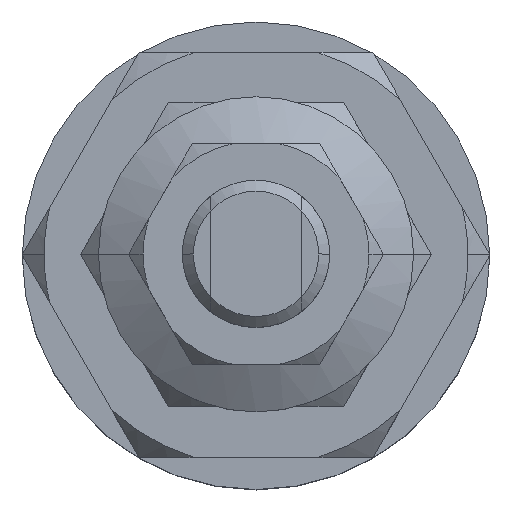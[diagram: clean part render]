
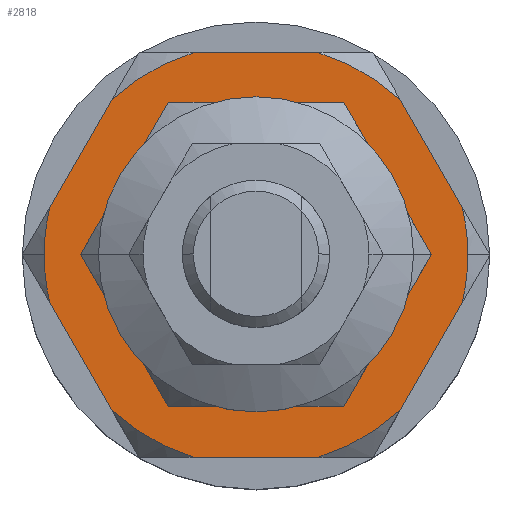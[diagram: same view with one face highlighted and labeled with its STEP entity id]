
A CAD part, top view. The second image highlights one B-rep face of the part: STEP entity #2818.
In plain terms, the highlighted planar face has unit normal (0, 0, 1).
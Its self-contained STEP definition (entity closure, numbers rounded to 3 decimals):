
#1692=CARTESIAN_POINT('',(22.89,0.,-72.698));
#1693=VERTEX_POINT('',#1692);
#1702=CARTESIAN_POINT('',(-13.11,0.,-72.698));
#1703=VERTEX_POINT('',#1702);
#1704=CARTESIAN_POINT('',(4.89,0.,-72.698));
#1705=DIRECTION('',(0.0,0.0,-1.0));
#1706=DIRECTION('',(1.0,0.0,0.0));
#1707=AXIS2_PLACEMENT_3D('',#1704,#1705,#1706);
#1708=CIRCLE('',#1707,18.0);
#1709=EDGE_CURVE('',#1703,#1693,#1708,.T.);
#1856=CARTESIAN_POINT('',(33.644,0.,-72.698));
#1857=VERTEX_POINT('',#1856);
#1866=CARTESIAN_POINT('',(32.906,-6.476,-72.698));
#1867=VERTEX_POINT('',#1866);
#1868=CARTESIAN_POINT('',(4.89,0.,-72.698));
#1869=DIRECTION('',(0.0,0.0,1.0));
#1870=DIRECTION('',(1.0,0.0,0.0));
#1871=AXIS2_PLACEMENT_3D('',#1868,#1869,#1870);
#1872=CIRCLE('',#1871,28.754);
#1873=EDGE_CURVE('',#1867,#1857,#1872,.T.);
#1898=CARTESIAN_POINT('',(-23.864,0.,-72.698));
#1899=VERTEX_POINT('',#1898);
#1906=CARTESIAN_POINT('',(-23.126,-6.476,-72.698));
#1907=VERTEX_POINT('',#1906);
#1921=CARTESIAN_POINT('',(4.89,0.,-72.698));
#1922=DIRECTION('',(0.0,0.0,1.0));
#1923=DIRECTION('',(1.0,0.0,0.0));
#1924=AXIS2_PLACEMENT_3D('',#1921,#1922,#1923);
#1925=CIRCLE('',#1924,28.754);
#1926=EDGE_CURVE('',#1899,#1907,#1925,.T.);
#1937=CARTESIAN_POINT('',(-23.126,6.476,-72.698));
#1938=VERTEX_POINT('',#1937);
#1939=CARTESIAN_POINT('',(4.89,0.,-72.698));
#1940=DIRECTION('',(0.0,0.0,1.0));
#1941=DIRECTION('',(1.0,0.0,0.0));
#1942=AXIS2_PLACEMENT_3D('',#1939,#1940,#1941);
#1943=CIRCLE('',#1942,28.754);
#1944=EDGE_CURVE('',#1938,#1899,#1943,.T.);
#1967=CARTESIAN_POINT('',(-3.51,-27.5,-72.698));
#1968=VERTEX_POINT('',#1967);
#1984=CARTESIAN_POINT('',(-14.726,-21.024,-72.698));
#1985=VERTEX_POINT('',#1984);
#1986=CARTESIAN_POINT('',(4.89,0.,-72.698));
#1987=DIRECTION('',(0.0,0.0,1.0));
#1988=DIRECTION('',(1.0,0.0,0.0));
#1989=AXIS2_PLACEMENT_3D('',#1986,#1987,#1988);
#1990=CIRCLE('',#1989,28.754);
#1991=EDGE_CURVE('',#1985,#1968,#1990,.T.);
#2016=CARTESIAN_POINT('',(-3.51,27.5,-72.698));
#2017=VERTEX_POINT('',#2016);
#2031=CARTESIAN_POINT('',(-14.726,21.024,-72.698));
#2032=VERTEX_POINT('',#2031);
#2046=CARTESIAN_POINT('',(4.89,0.,-72.698));
#2047=DIRECTION('',(0.0,0.0,1.0));
#2048=DIRECTION('',(1.0,0.0,0.0));
#2049=AXIS2_PLACEMENT_3D('',#2046,#2047,#2048);
#2050=CIRCLE('',#2049,28.754);
#2051=EDGE_CURVE('',#2017,#2032,#2050,.T.);
#2063=CARTESIAN_POINT('',(24.506,21.024,-72.698));
#2064=VERTEX_POINT('',#2063);
#2078=CARTESIAN_POINT('',(13.29,27.5,-72.698));
#2079=VERTEX_POINT('',#2078);
#2093=CARTESIAN_POINT('',(4.89,0.,-72.698));
#2094=DIRECTION('',(0.0,0.0,1.0));
#2095=DIRECTION('',(1.0,0.0,0.0));
#2096=AXIS2_PLACEMENT_3D('',#2093,#2094,#2095);
#2097=CIRCLE('',#2096,28.754);
#2098=EDGE_CURVE('',#2064,#2079,#2097,.T.);
#2108=CARTESIAN_POINT('',(24.506,-21.024,-72.698));
#2109=VERTEX_POINT('',#2108);
#2125=CARTESIAN_POINT('',(13.29,-27.5,-72.698));
#2126=VERTEX_POINT('',#2125);
#2127=CARTESIAN_POINT('',(4.89,0.,-72.698));
#2128=DIRECTION('',(0.0,0.0,1.0));
#2129=DIRECTION('',(1.0,0.0,0.0));
#2130=AXIS2_PLACEMENT_3D('',#2127,#2128,#2129);
#2131=CIRCLE('',#2130,28.754);
#2132=EDGE_CURVE('',#2126,#2109,#2131,.T.);
#2156=CARTESIAN_POINT('',(32.906,6.476,-72.698));
#2157=VERTEX_POINT('',#2156);
#2171=CARTESIAN_POINT('',(4.89,0.,-72.698));
#2172=DIRECTION('',(0.0,0.0,1.0));
#2173=DIRECTION('',(1.0,0.0,0.0));
#2174=AXIS2_PLACEMENT_3D('',#2171,#2172,#2173);
#2175=CIRCLE('',#2174,28.754);
#2176=EDGE_CURVE('',#1857,#2157,#2175,.T.);
#2563=CARTESIAN_POINT('',(32.906,-6.476,-72.698));
#2564=DIRECTION('',(-0.5,-0.866,0.0));
#2565=VECTOR('',#2564,16.8);
#2566=LINE('',#2563,#2565);
#2567=EDGE_CURVE('',#1867,#2109,#2566,.T.);
#2599=CARTESIAN_POINT('',(13.29,-27.5,-72.698));
#2600=DIRECTION('',(-1.0,0.0,0.0));
#2601=VECTOR('',#2600,16.8);
#2602=LINE('',#2599,#2601);
#2603=EDGE_CURVE('',#2126,#1968,#2602,.T.);
#2682=CARTESIAN_POINT('',(-14.726,-21.024,-72.698));
#2683=DIRECTION('',(-0.5,0.866,0.0));
#2684=VECTOR('',#2683,16.8);
#2685=LINE('',#2682,#2684);
#2686=EDGE_CURVE('',#1985,#1907,#2685,.T.);
#2710=CARTESIAN_POINT('',(4.89,0.,-72.698));
#2711=DIRECTION('',(0.0,0.0,-1.0));
#2712=DIRECTION('',(1.0,0.0,0.0));
#2713=AXIS2_PLACEMENT_3D('',#2710,#2711,#2712);
#2714=CIRCLE('',#2713,18.0);
#2715=EDGE_CURVE('',#1693,#1703,#2714,.T.);
#2742=CARTESIAN_POINT('',(-3.51,27.5,-72.698));
#2743=DIRECTION('',(1.0,0.0,0.0));
#2744=VECTOR('',#2743,16.8);
#2745=LINE('',#2742,#2744);
#2746=EDGE_CURVE('',#2017,#2079,#2745,.T.);
#2763=CARTESIAN_POINT('',(24.506,21.024,-72.698));
#2764=DIRECTION('',(0.5,-0.866,0.0));
#2765=VECTOR('',#2764,16.8);
#2766=LINE('',#2763,#2765);
#2767=EDGE_CURVE('',#2064,#2157,#2766,.T.);
#2784=CARTESIAN_POINT('',(-23.126,6.476,-72.698));
#2785=DIRECTION('',(0.5,0.866,0.0));
#2786=VECTOR('',#2785,16.8);
#2787=LINE('',#2784,#2786);
#2788=EDGE_CURVE('',#1938,#2032,#2787,.T.);
#2793=CARTESIAN_POINT('',(-10.987,27.5,-72.698));
#2794=DIRECTION('',(0.0,0.0,-1.0));
#2795=DIRECTION('',(-1.0,0.0,0.0));
#2796=AXIS2_PLACEMENT_3D('',#2793,#2794,#2795);
#2797=PLANE('',#2796);
#2798=ORIENTED_EDGE('',*,*,#1873,.T.);
#2799=ORIENTED_EDGE('',*,*,#2176,.T.);
#2800=ORIENTED_EDGE('',*,*,#2767,.F.);
#2801=ORIENTED_EDGE('',*,*,#2098,.T.);
#2802=ORIENTED_EDGE('',*,*,#2746,.F.);
#2803=ORIENTED_EDGE('',*,*,#2051,.T.);
#2804=ORIENTED_EDGE('',*,*,#2788,.F.);
#2805=ORIENTED_EDGE('',*,*,#1944,.T.);
#2806=ORIENTED_EDGE('',*,*,#1926,.T.);
#2807=ORIENTED_EDGE('',*,*,#2686,.F.);
#2808=ORIENTED_EDGE('',*,*,#1991,.T.);
#2809=ORIENTED_EDGE('',*,*,#2603,.F.);
#2810=ORIENTED_EDGE('',*,*,#2132,.T.);
#2811=ORIENTED_EDGE('',*,*,#2567,.F.);
#2812=EDGE_LOOP('',(#2798,#2799,#2800,#2801,#2802,#2803,#2804,#2805,#2806,#2807,#2808,#2809,#2810,#2811));
#2813=FACE_OUTER_BOUND('',#2812,.T.);
#2814=ORIENTED_EDGE('',*,*,#2715,.T.);
#2815=ORIENTED_EDGE('',*,*,#1709,.T.);
#2816=EDGE_LOOP('',(#2814,#2815));
#2817=FACE_BOUND('',#2816,.T.);
#2818=ADVANCED_FACE('',(#2813,#2817),#2797,.F.);
